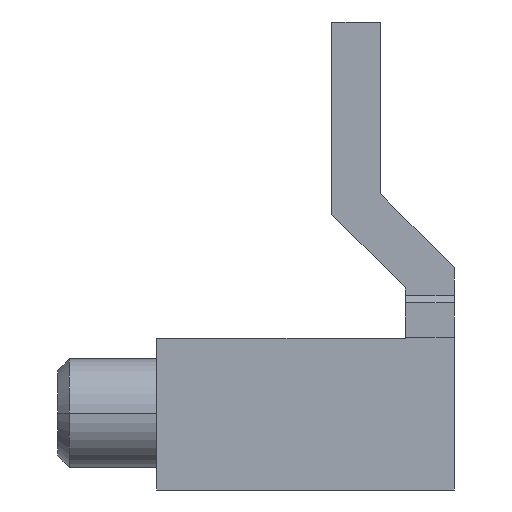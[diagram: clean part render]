
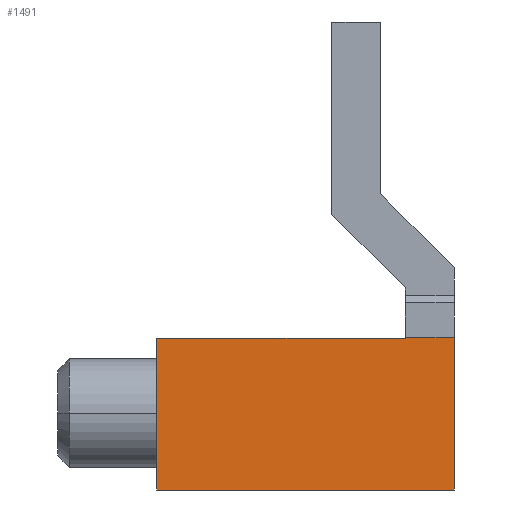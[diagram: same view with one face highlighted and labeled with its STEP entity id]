
A CAD part, left-side view. The second image highlights one B-rep face of the part: STEP entity #1491.
In plain terms, the highlighted planar face has unit normal (-1, 0, 0).
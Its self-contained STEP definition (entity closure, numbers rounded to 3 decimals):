
#1471=AXIS2_PLACEMENT_3D('Plane Axis2P3D',#1468,#1469,#1470) ;
#910=CARTESIAN_POINT('Vertex',(-35.5,47.4,-98.75)) ;
#913=CARTESIAN_POINT('Line Origine',(-35.5,47.4,-91.)) ;
#917=CARTESIAN_POINT('Vertex',(-35.5,47.4,-83.25)) ;
#1145=CARTESIAN_POINT('Vertex',(-35.5,22.,-83.15)) ;
#1148=CARTESIAN_POINT('Line Origine',(-35.5,19.5,-83.15)) ;
#1152=CARTESIAN_POINT('Vertex',(-35.5,17.,-83.15)) ;
#1332=CARTESIAN_POINT('Line Origine',(-35.5,17.,-90.95)) ;
#1336=CARTESIAN_POINT('Vertex',(-35.5,17.,-98.75)) ;
#1445=CARTESIAN_POINT('Vertex',(-35.5,22.,-83.25)) ;
#1448=CARTESIAN_POINT('Line Origine',(-35.5,22.,-83.2)) ;
#1468=CARTESIAN_POINT('Axis2P3D Location',(-35.5,0.,0.)) ;
#1473=CARTESIAN_POINT('Line Origine',(-35.5,34.7,-83.25)) ;
#1478=CARTESIAN_POINT('Line Origine',(-35.5,32.2,-98.75)) ;
#914=DIRECTION('Vector Direction',(0.,0.,1.)) ;
#1149=DIRECTION('Vector Direction',(0.,1.,0.)) ;
#1333=DIRECTION('Vector Direction',(0.,0.,-1.)) ;
#1449=DIRECTION('Vector Direction',(0.,0.,-1.)) ;
#1469=DIRECTION('Axis2P3D Direction',(-1.,0.,0.)) ;
#1470=DIRECTION('Axis2P3D XDirection',(0.,1.,0.)) ;
#1474=DIRECTION('Vector Direction',(0.,-1.,0.)) ;
#1479=DIRECTION('Vector Direction',(0.,1.,0.)) ;
#915=VECTOR('Line Direction',#914,1.) ;
#1150=VECTOR('Line Direction',#1149,1.) ;
#1334=VECTOR('Line Direction',#1333,1.) ;
#1450=VECTOR('Line Direction',#1449,1.) ;
#1475=VECTOR('Line Direction',#1474,1.) ;
#1480=VECTOR('Line Direction',#1479,1.) ;
#1484=ORIENTED_EDGE('',*,*,#1452,.T.) ;
#1485=ORIENTED_EDGE('',*,*,#1477,.T.) ;
#1486=ORIENTED_EDGE('',*,*,#919,.T.) ;
#1487=ORIENTED_EDGE('',*,*,#1482,.T.) ;
#1488=ORIENTED_EDGE('',*,*,#1338,.T.) ;
#1489=ORIENTED_EDGE('',*,*,#1154,.T.) ;
#1491=ADVANCED_FACE('Terminali esterni inferiori',(#1490),#1472,.T.) ;
#919=EDGE_CURVE('',#918,#911,#916,.F.) ;
#1154=EDGE_CURVE('',#1153,#1146,#1151,.T.) ;
#1338=EDGE_CURVE('',#1337,#1153,#1335,.F.) ;
#1452=EDGE_CURVE('',#1146,#1446,#1451,.T.) ;
#1477=EDGE_CURVE('',#1446,#918,#1476,.F.) ;
#1482=EDGE_CURVE('',#911,#1337,#1481,.F.) ;
#1483=EDGE_LOOP('',(#1484,#1485,#1486,#1487,#1488,#1489)) ;
#1490=FACE_OUTER_BOUND('',#1483,.T.) ;
#916=LINE('Line',#913,#915) ;
#1151=LINE('Line',#1148,#1150) ;
#1335=LINE('Line',#1332,#1334) ;
#1451=LINE('Line',#1448,#1450) ;
#1476=LINE('Line',#1473,#1475) ;
#1481=LINE('Line',#1478,#1480) ;
#1472=PLANE('',#1471) ;
#911=VERTEX_POINT('',#910) ;
#918=VERTEX_POINT('',#917) ;
#1146=VERTEX_POINT('',#1145) ;
#1153=VERTEX_POINT('',#1152) ;
#1337=VERTEX_POINT('',#1336) ;
#1446=VERTEX_POINT('',#1445) ;
